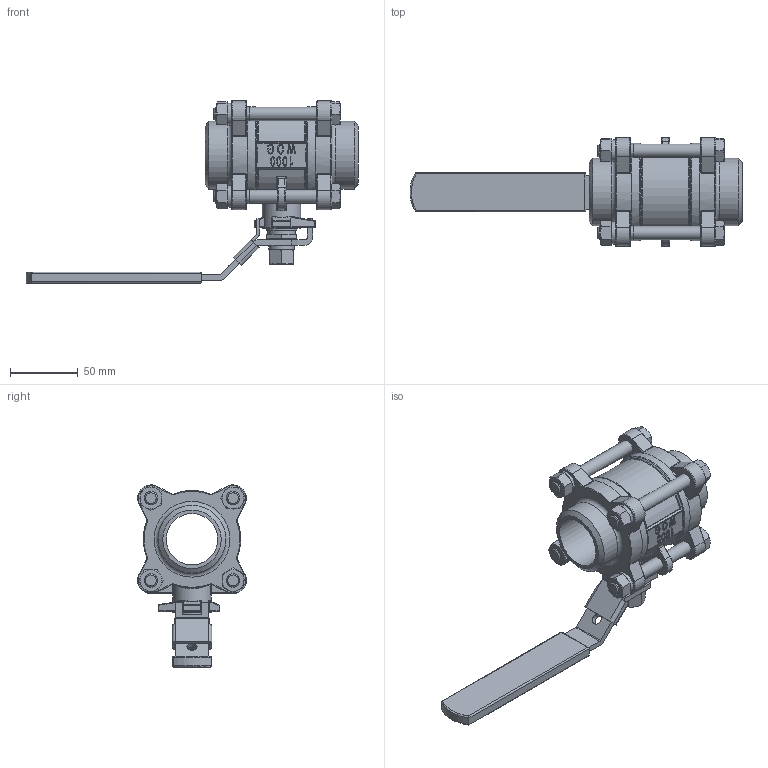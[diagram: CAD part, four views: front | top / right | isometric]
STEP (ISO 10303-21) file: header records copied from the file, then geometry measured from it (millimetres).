
FILE_DESCRIPTION(('STEP AP214'),'1');
FILE_NAME('11-2.stp','2020-07-01T01:51:04',(' '),(' '),'Spatial InterOp 3D',' ',' ');
FILE_SCHEMA(('AUTOMOTIVE_DESIGN { 1 0 10303 214 1 1 1 1 }'));
Length unit declared in the file: millimetre
Products named in the file (27): 零件19; 零件16; 阀体; 锁扣; 手柄套; 手柄; 格兰; 阀杆; 中口; 小片; 球; 螺栓 ： 六角头 - M10.0 x 87.0; 螺母 ： 标准 - M10.0 x 8.4; 垫圈 ： 单圈弹簧 - M10.0 x 2.6; 螺母 ： 标准 - M12.0 x 10.8; 垫圈 ： 单圈弹簧 - M12.0 x 3.1
Assembly tree (26 placements, depth 2):
  (unnamed)
    零件19
    零件16
    阀体
    锁扣
    手柄套
    手柄
    格兰
    阀杆
    中口
    小片
    球
    零件16
    螺栓 ： 六角头 - M10.0 x 87.0
    螺母 ： 标准 - M10.0 x 8.4
    垫圈 ： 单圈弹簧 - M10.0 x 2.6
    螺栓 ： 六角头 - M10.0 x 87.0
    螺母 ： 标准 - M10.0 x 8.4
    垫圈 ： 单圈弹簧 - M10.0 x 2.6
    螺栓 ： 六角头 - M10.0 x 87.0
    螺母 ： 标准 - M10.0 x 8.4
    垫圈 ： 单圈弹簧 - M10.0 x 2.6
    螺栓 ： 六角头 - M10.0 x 87.0
    螺母 ： 标准 - M10.0 x 8.4
    垫圈 ： 单圈弹簧 - M10.0 x 2.6
    螺母 ： 标准 - M12.0 x 10.8
    垫圈 ： 单圈弹簧 - M12.0 x 3.1
Bounding box: 245.41 x 80.4 x 134.7 mm (x, y, z)
Volume: 345564.1 mm3; surface area: 155977.5 mm2
Topology: 27 solids, 27 shells, 1377 faces, 3518 edges, 2209 vertices
Faces by surface type: plane 854, cylinder 201, cone 116, bspline 104, torus 85, sphere 17
Full cylindrical faces by diameter (mm): 7.5 x1, 10 x8, 10.5 x10, 12 x1, 15 x2, 15.2 x1, 15.5 x2, 19 x2, 20 x1, 20.38 x1, 20.8 x1, 20.9 x1, 22.2 x1, 28.5 x1, 38 x5, 50 x2, 61.5 x1, 62 x4, 66 x4, 72 x4
Entity records: 61115 total; most frequent: CARTESIAN_POINT 17481, ORIENTED_EDGE 6788, DIRECTION 6255, EDGE_CURVE 3394, LINE 2273, VECTOR 2273, VERTEX_POINT 2191, AXIS2_PLACEMENT_3D 1991
